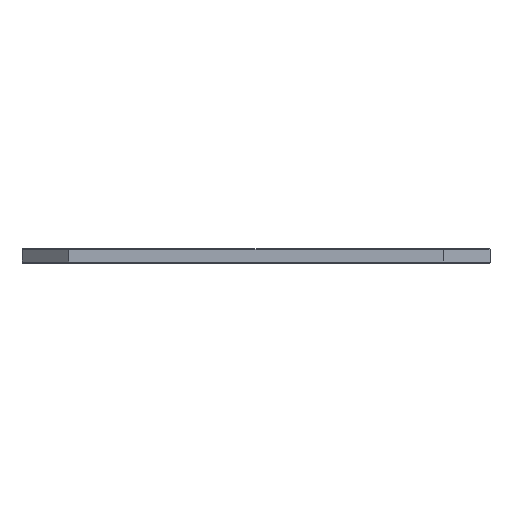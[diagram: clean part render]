
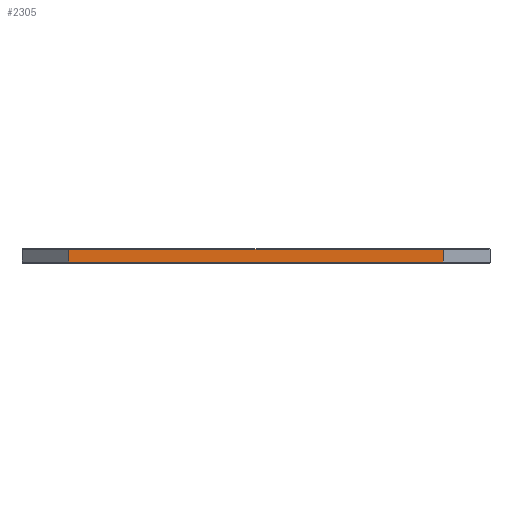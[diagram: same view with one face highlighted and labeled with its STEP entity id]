
A CAD part, top view. The second image highlights one B-rep face of the part: STEP entity #2305.
In plain terms, the highlighted planar face has unit normal (0, 0, 1).
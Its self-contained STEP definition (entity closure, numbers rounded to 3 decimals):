
#446 = PLANE ( 'NONE',  #3622 ) ;
#671 = EDGE_CURVE ( 'NONE', #7580, #4719, #9300, .T. ) ;
#1286 = ORIENTED_EDGE ( 'NONE', *, *, #10643, .T. ) ;
#1532 = DIRECTION ( 'NONE',  ( 0., -1., 0. ) ) ;
#2305 = ADVANCED_FACE ( 'NONE', ( #8707 ), #446, .F. ) ;
#2424 = VERTEX_POINT ( 'NONE', #9348 ) ;
#2677 = LINE ( 'NONE', #8714, #3486 ) ;
#2948 = VERTEX_POINT ( 'NONE', #6326 ) ;
#3117 = LINE ( 'NONE', #7173, #9434 ) ;
#3486 = VECTOR ( 'NONE', #4335, 1000. ) ;
#3622 = AXIS2_PLACEMENT_3D ( 'NONE', #7435, #10047, #4824 ) ;
#3757 = ORIENTED_EDGE ( 'NONE', *, *, #10970, .F. ) ;
#3936 = VECTOR ( 'NONE', #1532, 1000. ) ;
#4214 = LINE ( 'NONE', #5897, #3936 ) ;
#4335 = DIRECTION ( 'NONE',  ( -1., 0., 0. ) ) ;
#4719 = VERTEX_POINT ( 'NONE', #9877 ) ;
#4824 = DIRECTION ( 'NONE',  ( -1., 0., 0. ) ) ;
#4920 = VECTOR ( 'NONE', #10998, 1000. ) ;
#5897 = CARTESIAN_POINT ( 'NONE',  ( 160., 12., 199.75 ) ) ;
#5902 = ORIENTED_EDGE ( 'NONE', *, *, #8811, .T. ) ;
#6233 = ORIENTED_EDGE ( 'NONE', *, *, #671, .T. ) ;
#6326 = CARTESIAN_POINT ( 'NONE',  ( 160., 11.5, 199.75 ) ) ;
#7173 = CARTESIAN_POINT ( 'NONE',  ( -160., 12., 199.75 ) ) ;
#7435 = CARTESIAN_POINT ( 'NONE',  ( -160., 12., 199.75 ) ) ;
#7539 = CARTESIAN_POINT ( 'NONE',  ( -160., 0.5, 199.75 ) ) ;
#7580 = VERTEX_POINT ( 'NONE', #9323 ) ;
#8707 = FACE_OUTER_BOUND ( 'NONE', #9937, .T. ) ;
#8714 = CARTESIAN_POINT ( 'NONE',  ( -160., 11.5, 199.75 ) ) ;
#8811 = EDGE_CURVE ( 'NONE', #2948, #2424, #2677, .T. ) ;
#9300 = LINE ( 'NONE', #7539, #4920 ) ;
#9323 = CARTESIAN_POINT ( 'NONE',  ( -160., 0.5, 199.75 ) ) ;
#9348 = CARTESIAN_POINT ( 'NONE',  ( -160., 11.5, 199.75 ) ) ;
#9434 = VECTOR ( 'NONE', #9770, 1000. ) ;
#9770 = DIRECTION ( 'NONE',  ( 0., -1., 0. ) ) ;
#9877 = CARTESIAN_POINT ( 'NONE',  ( 160., 0.5, 199.75 ) ) ;
#9937 = EDGE_LOOP ( 'NONE', ( #1286, #6233, #3757, #5902 ) ) ;
#10047 = DIRECTION ( 'NONE',  ( 0., 0., -1. ) ) ;
#10643 = EDGE_CURVE ( 'NONE', #2424, #7580, #3117, .T. ) ;
#10970 = EDGE_CURVE ( 'NONE', #2948, #4719, #4214, .T. ) ;
#10998 = DIRECTION ( 'NONE',  ( 1., 0., 0. ) ) ;
